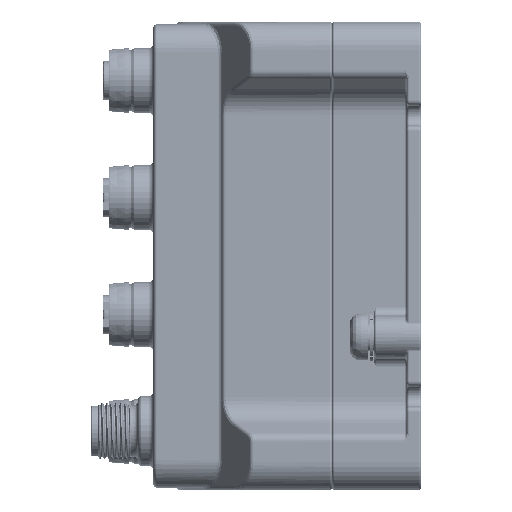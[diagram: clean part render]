
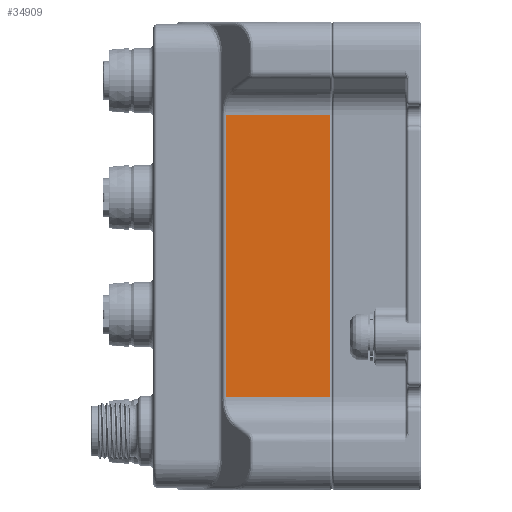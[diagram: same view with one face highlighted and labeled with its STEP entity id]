
A CAD part, left-side view. The second image highlights one B-rep face of the part: STEP entity #34909.
In plain terms, the highlighted planar face has unit normal (-1, 0, 0).
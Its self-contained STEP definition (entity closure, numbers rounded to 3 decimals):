
#5190 = EDGE_CURVE ( 'NONE', #56057, #264312, #68037, .T. ) ;
#9186 = EDGE_LOOP ( 'NONE', ( #152849, #161698, #150727, #248141 ) ) ;
#20449 = CARTESIAN_POINT ( 'NONE',  ( -70.5, -21.181, 30.178 ) ) ;
#33500 = CARTESIAN_POINT ( 'NONE',  ( -70.5, -21.181, -30.178 ) ) ;
#34909 = ADVANCED_FACE ( 'NONE', ( #261064 ), #93860, .F. ) ;
#45739 = VECTOR ( 'NONE', #128184, 1000. ) ;
#49696 = DIRECTION ( 'NONE',  ( 1., 0., 0. ) ) ;
#56057 = VERTEX_POINT ( 'NONE', #244337 ) ;
#63987 = CARTESIAN_POINT ( 'NONE',  ( -70.5, 1.576, 30.178 ) ) ;
#68037 = LINE ( 'NONE', #87383, #244571 ) ;
#71791 = CARTESIAN_POINT ( 'NONE',  ( -70.5, -21.181, 50. ) ) ;
#83246 = LINE ( 'NONE', #186898, #240001 ) ;
#87383 = CARTESIAN_POINT ( 'NONE',  ( -70.5, -20.681, 50. ) ) ;
#89157 = EDGE_CURVE ( 'NONE', #238822, #56057, #157828, .T. ) ;
#93860 = PLANE ( 'NONE',  #253018 ) ;
#103439 = VERTEX_POINT ( 'NONE', #63987 ) ;
#115926 = DIRECTION ( 'NONE',  ( 0., 0., -1. ) ) ;
#128184 = DIRECTION ( 'NONE',  ( 0., 1., 0. ) ) ;
#131547 = DIRECTION ( 'NONE',  ( 0., 0., 1. ) ) ;
#145418 = DIRECTION ( 'NONE',  ( 0., 0., -1. ) ) ;
#150727 = ORIENTED_EDGE ( 'NONE', *, *, #89157, .T. ) ;
#152849 = ORIENTED_EDGE ( 'NONE', *, *, #199743, .T. ) ;
#157828 = LINE ( 'NONE', #33500, #166215 ) ;
#160584 = DIRECTION ( 'NONE',  ( 0., -1., 0. ) ) ;
#161698 = ORIENTED_EDGE ( 'NONE', *, *, #164351, .T. ) ;
#164351 = EDGE_CURVE ( 'NONE', #103439, #238822, #83246, .T. ) ;
#166215 = VECTOR ( 'NONE', #160584, 1000. ) ;
#186027 = CARTESIAN_POINT ( 'NONE',  ( -70.5, 1.576, -30.178 ) ) ;
#186898 = CARTESIAN_POINT ( 'NONE',  ( -70.5, 1.576, 50. ) ) ;
#199743 = EDGE_CURVE ( 'NONE', #264312, #103439, #230514, .T. ) ;
#230514 = LINE ( 'NONE', #20449, #45739 ) ;
#238822 = VERTEX_POINT ( 'NONE', #186027 ) ;
#240001 = VECTOR ( 'NONE', #145418, 1000. ) ;
#243212 = CARTESIAN_POINT ( 'NONE',  ( -70.5, -20.681, 30.178 ) ) ;
#244337 = CARTESIAN_POINT ( 'NONE',  ( -70.5, -20.681, -30.178 ) ) ;
#244571 = VECTOR ( 'NONE', #131547, 1000. ) ;
#248141 = ORIENTED_EDGE ( 'NONE', *, *, #5190, .T. ) ;
#253018 = AXIS2_PLACEMENT_3D ( 'NONE', #71791, #49696, #115926 ) ;
#261064 = FACE_OUTER_BOUND ( 'NONE', #9186, .T. ) ;
#264312 = VERTEX_POINT ( 'NONE', #243212 ) ;
